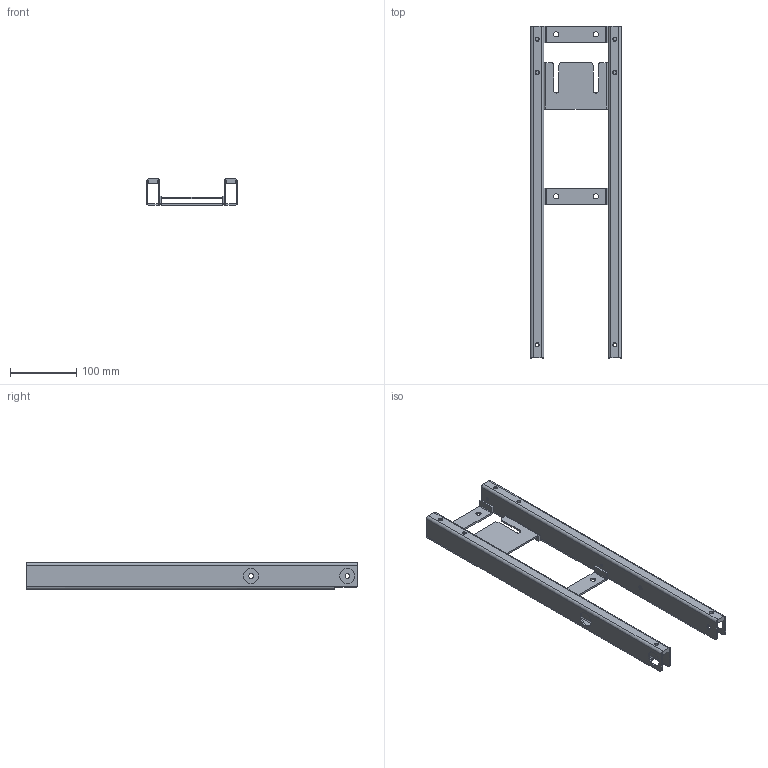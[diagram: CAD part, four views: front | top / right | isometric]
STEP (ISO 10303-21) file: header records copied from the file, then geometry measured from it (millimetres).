
FILE_DESCRIPTION((''),'2;1');
FILE_NAME('JC35TS-0605','2021-01-04T13:47:29',('Administrator'),('捷昌驱动'),'CREO PARAMETRIC BY PTC INC, 2018100','CREO PARAMETRIC BY PTC INC, 2018100','');
FILE_SCHEMA(('CONFIG_CONTROL_DESIGN'));
Length unit declared in the file: millimetre
Products named in the file (1): JC35TS-0605
Bounding box: 137 x 500 x 40 mm (x, y, z)
Volume: 250304.9 mm3; surface area: 238154.6 mm2
Topology: 1 solids, 7 shells, 190 faces, 548 edges, 366 vertices
Faces by surface type: cylinder 104, plane 86
Entity records: 6485 total; most frequent: DIRECTION 1150, CARTESIAN_POINT 1137, ORIENTED_EDGE 1072, EDGE_CURVE 548, AXIS2_PLACEMENT_3D 419, VERTEX_POINT 366, VECTOR 312, LINE 312
